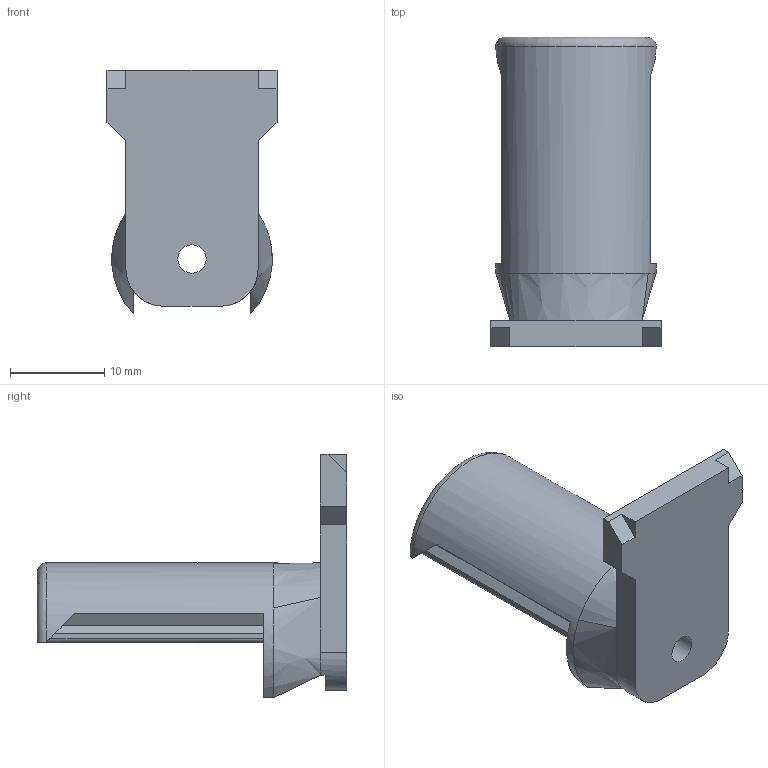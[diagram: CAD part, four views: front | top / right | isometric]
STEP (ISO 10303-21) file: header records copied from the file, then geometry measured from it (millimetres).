
FILE_DESCRIPTION(/* description */ (''),/* implementation_level */ '2;1');
FILE_NAME(/* name */ 'motor_holder ohne.step',/* time_stamp */ '2024-09-21T11:21:43+02:00',/* author */ (''),/* organization */ (''),/* preprocessor_version */ 'ST-DEVELOPER v20',/* originating_system */ 'Autodesk Translation Framework v13.20.0.188',/* authorisation */ '');
FILE_SCHEMA (('AUTOMOTIVE_DESIGN { 1 0 10303 214 3 1 1 }'));
Length unit declared in the file: millimetre
Products named in the file (1): motor_holder
Bounding box: 18 x 32.8 x 25.81 mm (x, y, z)
Volume: 2508.9 mm3; surface area: 2616.4 mm2
Topology: 1 solids, 1 shells, 71 faces, 200 edges, 131 vertices
Faces by surface type: plane 47, cylinder 20, bspline 3, torus 1
Full cylindrical faces by diameter (mm): 3 x1
Entity records: 2442 total; most frequent: CARTESIAN_POINT 538, ORIENTED_EDGE 400, DIRECTION 381, EDGE_CURVE 200, LINE 139, VECTOR 139, VERTEX_POINT 131, AXIS2_PLACEMENT_3D 121
